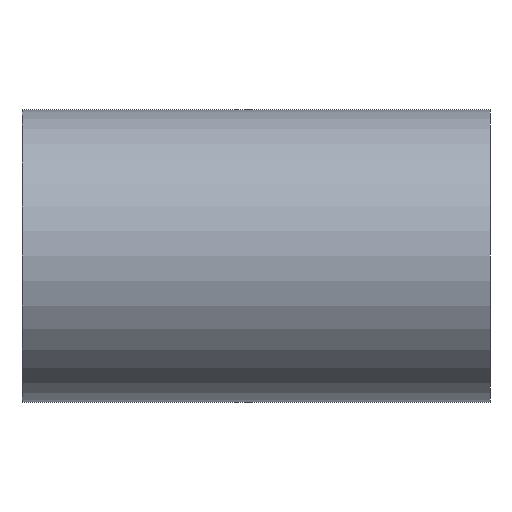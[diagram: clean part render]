
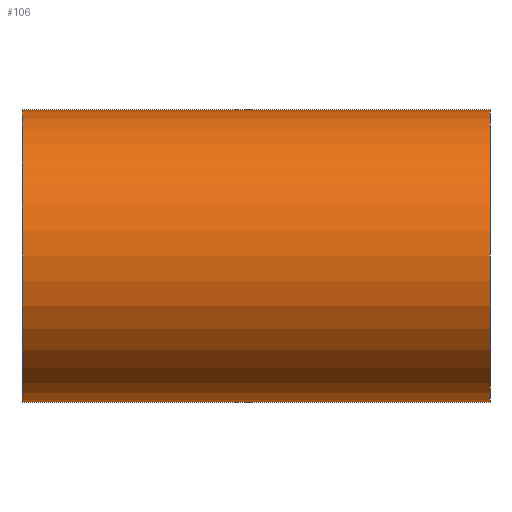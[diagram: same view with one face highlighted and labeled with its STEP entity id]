
A CAD part, left-side view. The second image highlights one B-rep face of the part: STEP entity #106.
In plain terms, the highlighted cylindrical face has radius 2.5 mm (diameter 5 mm), a partial arc.
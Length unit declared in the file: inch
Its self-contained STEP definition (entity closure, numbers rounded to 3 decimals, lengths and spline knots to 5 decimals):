
#6 = ORIENTED_EDGE ( 'NONE', *, *, #128, .F. ) ;
#7 = EDGE_CURVE ( 'NONE', #150, #18, #82, .T. ) ;
#13 = DIRECTION ( 'NONE',  ( 0., -1., 0. ) ) ;
#18 = VERTEX_POINT ( 'NONE', #132 ) ;
#25 = AXIS2_PLACEMENT_3D ( 'NONE', #59, #186, #185 ) ;
#30 = ORIENTED_EDGE ( 'NONE', *, *, #202, .T. ) ;
#40 = DIRECTION ( 'NONE',  ( 0., 0., 1. ) ) ;
#45 = AXIS2_PLACEMENT_3D ( 'NONE', #156, #125, #122 ) ;
#46 = LINE ( 'NONE', #80, #181 ) ;
#50 = CIRCLE ( 'NONE', #170, 0.09843 ) ;
#59 = CARTESIAN_POINT ( 'NONE',  ( 0., 0.31496, 0. ) ) ;
#63 = CARTESIAN_POINT ( 'NONE',  ( 0., 0.31496, 0.09843 ) ) ;
#75 = CYLINDRICAL_SURFACE ( 'NONE', #25, 0.09843 ) ;
#77 = CARTESIAN_POINT ( 'NONE',  ( 0., 0.31496, -0.09843 ) ) ;
#80 = CARTESIAN_POINT ( 'NONE',  ( 0., 0.31496, -0.09843 ) ) ;
#82 = LINE ( 'NONE', #135, #85 ) ;
#85 = VECTOR ( 'NONE', #168, 39.37008 ) ;
#106 = ADVANCED_FACE ( 'NONE', ( #244 ), #75, .T. ) ;
#107 = ORIENTED_EDGE ( 'NONE', *, *, #138, .T. ) ;
#122 = DIRECTION ( 'NONE',  ( 0., 0., 1. ) ) ;
#125 = DIRECTION ( 'NONE',  ( 0., 1., 0. ) ) ;
#126 = VERTEX_POINT ( 'NONE', #77 ) ;
#128 = EDGE_CURVE ( 'NONE', #126, #150, #151, .T. ) ;
#132 = CARTESIAN_POINT ( 'NONE',  ( 0., 0., 0.09843 ) ) ;
#135 = CARTESIAN_POINT ( 'NONE',  ( 0., 0.31496, 0.09843 ) ) ;
#138 = EDGE_CURVE ( 'NONE', #126, #231, #46, .T. ) ;
#145 = ORIENTED_EDGE ( 'NONE', *, *, #7, .F. ) ;
#150 = VERTEX_POINT ( 'NONE', #63 ) ;
#151 = CIRCLE ( 'NONE', #45, 0.09843 ) ;
#156 = CARTESIAN_POINT ( 'NONE',  ( 0., 0.31496, 0. ) ) ;
#168 = DIRECTION ( 'NONE',  ( 0., -1., 0. ) ) ;
#170 = AXIS2_PLACEMENT_3D ( 'NONE', #247, #212, #40 ) ;
#181 = VECTOR ( 'NONE', #13, 39.37008 ) ;
#185 = DIRECTION ( 'NONE',  ( 0., 0., -1. ) ) ;
#186 = DIRECTION ( 'NONE',  ( 0., -1., 0. ) ) ;
#202 = EDGE_CURVE ( 'NONE', #231, #18, #50, .T. ) ;
#212 = DIRECTION ( 'NONE',  ( 0., 1., 0. ) ) ;
#215 = CARTESIAN_POINT ( 'NONE',  ( 0., 0., -0.09843 ) ) ;
#231 = VERTEX_POINT ( 'NONE', #215 ) ;
#244 = FACE_OUTER_BOUND ( 'NONE', #251, .T. ) ;
#247 = CARTESIAN_POINT ( 'NONE',  ( 0., 0., 0. ) ) ;
#251 = EDGE_LOOP ( 'NONE', ( #145, #6, #107, #30 ) ) ;
